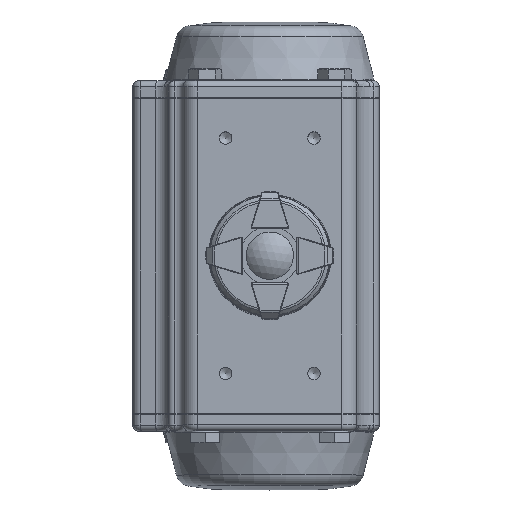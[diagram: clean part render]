
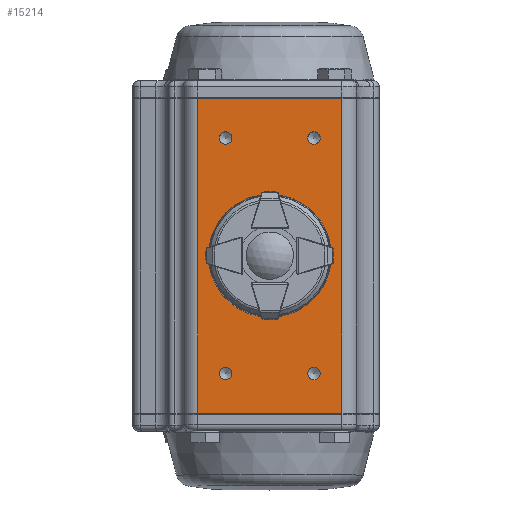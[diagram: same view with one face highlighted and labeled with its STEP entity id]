
A CAD part, top view. The second image highlights one B-rep face of the part: STEP entity #15214.
In plain terms, the highlighted face is planar.
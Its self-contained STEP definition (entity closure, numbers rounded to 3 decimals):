
#697=PLANE('',#16464);
#1068=CIRCLE('',#16323,2.1);
#1070=CIRCLE('',#16327,2.1);
#1072=CIRCLE('',#16331,2.1);
#1074=CIRCLE('',#16335,2.1);
#1076=CIRCLE('',#16338,12.45);
#3464=ORIENTED_EDGE('',*,*,#6518,.F.);
#3465=ORIENTED_EDGE('',*,*,#6613,.F.);
#3466=ORIENTED_EDGE('',*,*,#6580,.T.);
#3467=ORIENTED_EDGE('',*,*,#6614,.T.);
#3468=ORIENTED_EDGE('',*,*,#6475,.T.);
#3469=ORIENTED_EDGE('',*,*,#6473,.F.);
#3470=ORIENTED_EDGE('',*,*,#6471,.F.);
#3471=ORIENTED_EDGE('',*,*,#6469,.F.);
#3472=ORIENTED_EDGE('',*,*,#6467,.F.);
#6467=EDGE_CURVE('',#8283,#8283,#1068,.T.);
#6469=EDGE_CURVE('',#8286,#8286,#1070,.T.);
#6471=EDGE_CURVE('',#8289,#8289,#1072,.T.);
#6473=EDGE_CURVE('',#8292,#8292,#1074,.T.);
#6475=EDGE_CURVE('',#8294,#8294,#1076,.T.);
#6518=EDGE_CURVE('',#8326,#8327,#9511,.T.);
#6580=EDGE_CURVE('',#8389,#8388,#9537,.T.);
#6613=EDGE_CURVE('',#8389,#8326,#9553,.T.);
#6614=EDGE_CURVE('',#8388,#8327,#9554,.T.);
#8283=VERTEX_POINT('',#23404);
#8286=VERTEX_POINT('',#23411);
#8289=VERTEX_POINT('',#23418);
#8292=VERTEX_POINT('',#23425);
#8294=VERTEX_POINT('',#23430);
#8326=VERTEX_POINT('',#23516);
#8327=VERTEX_POINT('',#23518);
#8388=VERTEX_POINT('',#23641);
#8389=VERTEX_POINT('',#23643);
#9511=LINE('',#23517,#10514);
#9537=LINE('',#23642,#10540);
#9553=LINE('',#23707,#10556);
#9554=LINE('',#23709,#10557);
#10514=VECTOR('',#19000,1000.);
#10540=VECTOR('',#19100,1000.);
#10556=VECTOR('',#19158,1000.);
#10557=VECTOR('',#19161,1000.);
#11519=EDGE_LOOP('',(#3464,#3465,#3466,#3467));
#11520=EDGE_LOOP('',(#3468));
#11521=EDGE_LOOP('',(#3469));
#11522=EDGE_LOOP('',(#3470));
#11523=EDGE_LOOP('',(#3471));
#11524=EDGE_LOOP('',(#3472));
#12595=FACE_BOUND('',#11519,.T.);
#12596=FACE_BOUND('',#11520,.T.);
#12597=FACE_BOUND('',#11521,.T.);
#12598=FACE_BOUND('',#11522,.T.);
#12599=FACE_BOUND('',#11523,.T.);
#12600=FACE_BOUND('',#11524,.T.);
#15214=ADVANCED_FACE('',(#12595,#12596,#12597,#12598,#12599,#12600),#697,
 .T.);
#16323=AXIS2_PLACEMENT_3D('',#23403,#18885,#18886);
#16327=AXIS2_PLACEMENT_3D('',#23410,#18893,#18894);
#16331=AXIS2_PLACEMENT_3D('',#23417,#18901,#18902);
#16335=AXIS2_PLACEMENT_3D('',#23424,#18909,#18910);
#16338=AXIS2_PLACEMENT_3D('',#23429,#18915,#18916);
#16464=AXIS2_PLACEMENT_3D('',#23845,#19302,#19303);
#18885=DIRECTION('',(0.,1.,0.));
#18886=DIRECTION('',(0.,0.,1.));
#18893=DIRECTION('',(0.,1.,0.));
#18894=DIRECTION('',(0.,0.,1.));
#18901=DIRECTION('',(0.,1.,0.));
#18902=DIRECTION('',(0.,0.,1.));
#18909=DIRECTION('',(0.,1.,0.));
#18910=DIRECTION('',(0.,0.,1.));
#18915=DIRECTION('',(0.,-1.,0.));
#18916=DIRECTION('',(0.,0.,1.));
#19000=DIRECTION('',(1.,0.,0.));
#19100=DIRECTION('',(1.,0.,0.));
#19158=DIRECTION('',(0.,0.,-1.));
#19161=DIRECTION('',(0.,0.,-1.));
#19302=DIRECTION('',(0.,1.,0.));
#19303=DIRECTION('',(1.,0.,0.));
#23403=CARTESIAN_POINT('',(-15.,42.35,40.));
#23404=CARTESIAN_POINT('',(-15.,42.35,42.1));
#23410=CARTESIAN_POINT('',(15.,42.35,40.));
#23411=CARTESIAN_POINT('',(15.,42.35,42.1));
#23417=CARTESIAN_POINT('',(15.,42.35,-40.));
#23418=CARTESIAN_POINT('',(15.,42.35,-37.9));
#23424=CARTESIAN_POINT('',(-15.,42.35,-40.));
#23425=CARTESIAN_POINT('',(-15.,42.35,-37.9));
#23429=CARTESIAN_POINT('',(0.,42.35,0.));
#23430=CARTESIAN_POINT('',(0.,42.35,12.45));
#23516=CARTESIAN_POINT('',(-24.5,42.35,-53.5));
#23517=CARTESIAN_POINT('',(-24.5,42.35,-53.5));
#23518=CARTESIAN_POINT('',(24.5,42.35,-53.5));
#23641=CARTESIAN_POINT('',(24.5,42.35,53.5));
#23642=CARTESIAN_POINT('',(-24.5,42.35,53.5));
#23643=CARTESIAN_POINT('',(-24.5,42.35,53.5));
#23707=CARTESIAN_POINT('',(-24.5,42.35,53.5));
#23709=CARTESIAN_POINT('',(24.5,42.35,53.5));
#23845=CARTESIAN_POINT('',(-24.5,42.35,53.5));
